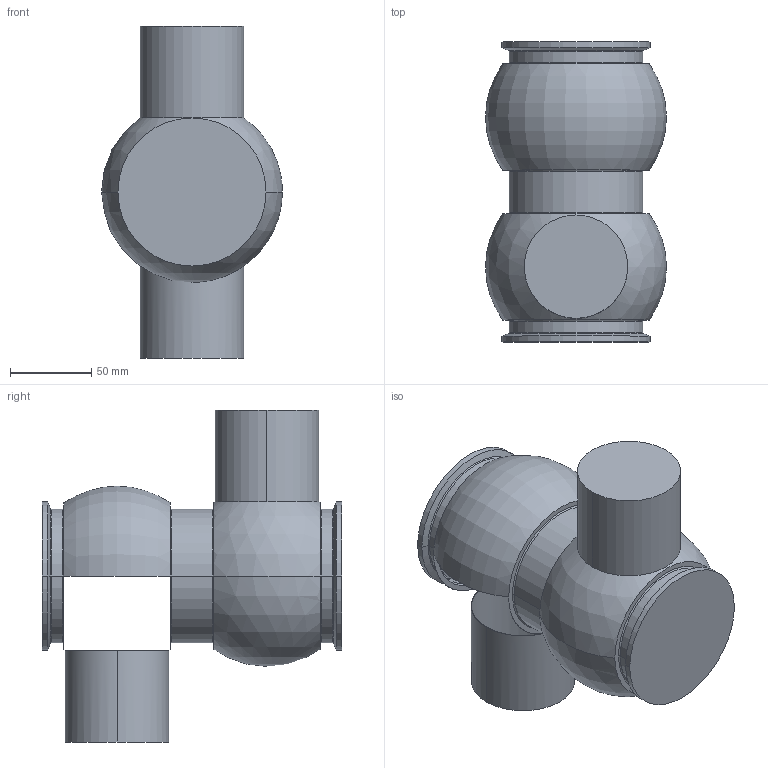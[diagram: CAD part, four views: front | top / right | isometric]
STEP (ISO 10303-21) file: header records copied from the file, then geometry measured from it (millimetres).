
FILE_DESCRIPTION (( 'STEP AP203' ), '1' );
FILE_NAME ('114458.STEP', '2018-03-14T16:42:26', ( '' ), ( '' ), 'SwSTEP 2.0', 'SolidWorks 2014', '' );
FILE_SCHEMA (( 'CONFIG_CONTROL_DESIGN' ));
Length unit declared in the file: inch
Products named in the file (1): 114458
Bounding box: 111.1 x 184.3 x 203.96 mm (x, y, z)
Topology: 1 solids, 1 shells, 42 faces, 86 edges, 50 vertices
Faces by surface type: cylinder 14, torus 14, plane 8, cone 4, sphere 2
Entity records: 1286 total; most frequent: CARTESIAN_POINT 296, DIRECTION 228, ORIENTED_EDGE 164, AXIS2_PLACEMENT_3D 105, EDGE_CURVE 82, CIRCLE 62, VERTEX_POINT 48, EDGE_LOOP 48
